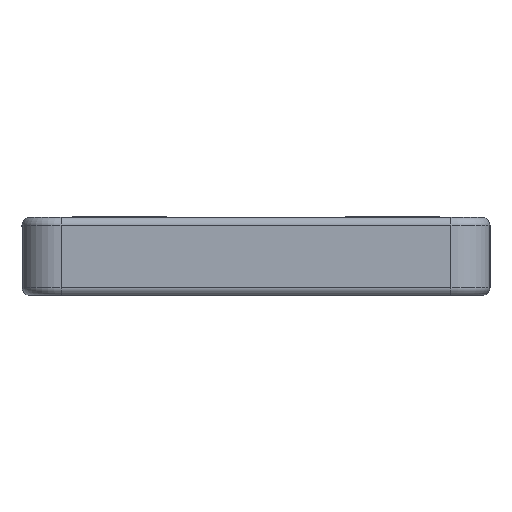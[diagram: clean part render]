
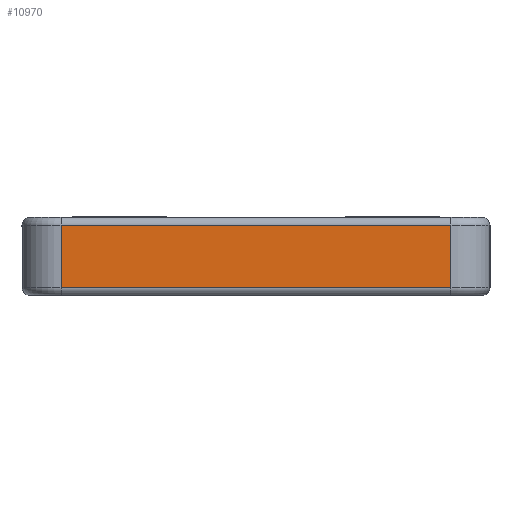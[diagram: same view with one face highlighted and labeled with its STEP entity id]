
A CAD part, left-side view. The second image highlights one B-rep face of the part: STEP entity #10970.
In plain terms, the highlighted planar face has unit normal (-1, 0, 0).
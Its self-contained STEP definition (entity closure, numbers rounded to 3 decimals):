
#10316=CARTESIAN_POINT('',(0.,-25.,1.));
#10317=VERTEX_POINT('',#10316);
#10350=CARTESIAN_POINT('',(0.,25.,1.));
#10351=VERTEX_POINT('',#10350);
#10368=CARTESIAN_POINT('',(0.,-25.,1.));
#10369=DIRECTION('',(0.0,1.0,0.0));
#10370=VECTOR('',#10369,50.0);
#10371=LINE('',#10368,#10370);
#10372=EDGE_CURVE('',#10317,#10351,#10371,.T.);
#10768=CARTESIAN_POINT('',(0.,25.,9.0));
#10769=VERTEX_POINT('',#10768);
#10794=CARTESIAN_POINT('',(0.,-25.,9.));
#10795=VERTEX_POINT('',#10794);
#10805=CARTESIAN_POINT('',(0.,25.,9.));
#10806=DIRECTION('',(0.0,-1.0,0.0));
#10807=VECTOR('',#10806,50.0);
#10808=LINE('',#10805,#10807);
#10809=EDGE_CURVE('',#10769,#10795,#10808,.T.);
#10945=CARTESIAN_POINT('',(0.,-25.,1.));
#10946=DIRECTION('',(0.0,0.0,1.0));
#10947=VECTOR('',#10946,8.);
#10948=LINE('',#10945,#10947);
#10949=EDGE_CURVE('',#10317,#10795,#10948,.T.);
#10954=CARTESIAN_POINT('',(0.,-25.,0.));
#10955=DIRECTION('',(-1.0,0.0,0.0));
#10956=DIRECTION('',(0.0,0.0,-1.0));
#10957=AXIS2_PLACEMENT_3D('',#10954,#10955,#10956);
#10958=PLANE('',#10957);
#10959=ORIENTED_EDGE('',*,*,#10372,.F.);
#10960=ORIENTED_EDGE('',*,*,#10949,.T.);
#10961=ORIENTED_EDGE('',*,*,#10809,.F.);
#10962=CARTESIAN_POINT('',(0.,25.,1.));
#10963=DIRECTION('',(0.0,0.0,1.0));
#10964=VECTOR('',#10963,8.);
#10965=LINE('',#10962,#10964);
#10966=EDGE_CURVE('',#10351,#10769,#10965,.T.);
#10967=ORIENTED_EDGE('',*,*,#10966,.F.);
#10968=EDGE_LOOP('',(#10959,#10960,#10961,#10967));
#10969=FACE_OUTER_BOUND('',#10968,.T.);
#10970=ADVANCED_FACE('',(#10969),#10958,.T.);
